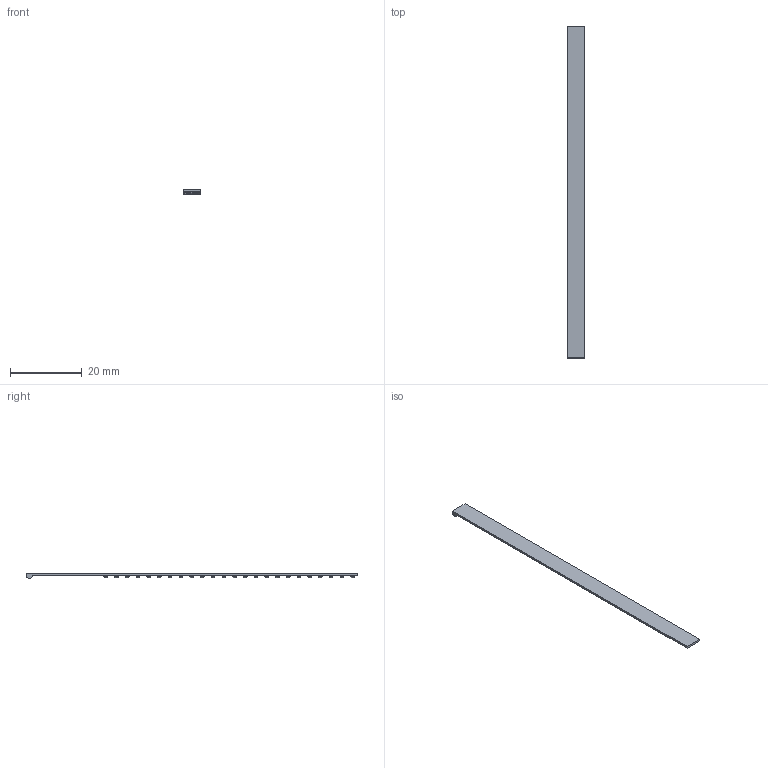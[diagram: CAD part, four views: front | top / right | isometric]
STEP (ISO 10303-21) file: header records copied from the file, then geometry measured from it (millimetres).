
FILE_DESCRIPTION(/* description */ ('STEP AP242','CAx-IF Rec.Pracs.---Representation and Presentation of Product Manufacturing Information (PMI)---4.0---2014-10-13','CAx-IF Rec.Pracs.---3D Tessellated Geometry---0.4---2014-09-14','2;1'),/* implementation_level */ '2;1');
FILE_NAME(/* name */ '65f2dd7b3aa1670b687db4ab',/* time_stamp */ '2024-03-14T11:20:28Z',/* author */ (''),/* organization */ (''),/* preprocessor_version */ 'ST-DEVELOPER v19.4',/* originating_system */ ' ',/* authorisation */ ' ');
FILE_SCHEMA (('AP242_MANAGED_MODEL_BASED_3D_ENGINEERING_MIM_LF { 1 0 10303 442 1 1 4 }'));
Length unit declared in the file: metre
Products named in the file (1): Finger flex
Bounding box: 5 x 92.8 x 1.3 mm (x, y, z)
Volume: 326.9 mm3; surface area: 1131.9 mm2
Topology: 1 solids, 1 shells, 174 faces, 444 edges, 248 vertices
Faces by surface type: cylinder 73, plane 53, sphere 48
Entity records: 4452 total; most frequent: DIRECTION 844, CARTESIAN_POINT 723, ORIENTED_EDGE 696, EDGE_CURVE 348, AXIS2_PLACEMENT_3D 321, LINE 202, VECTOR 202, VERTEX_POINT 200
